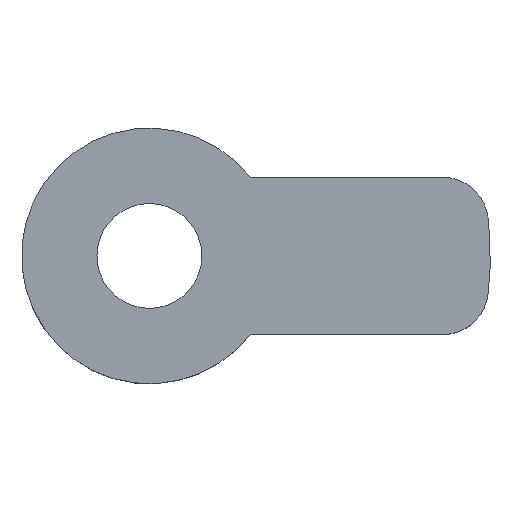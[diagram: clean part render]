
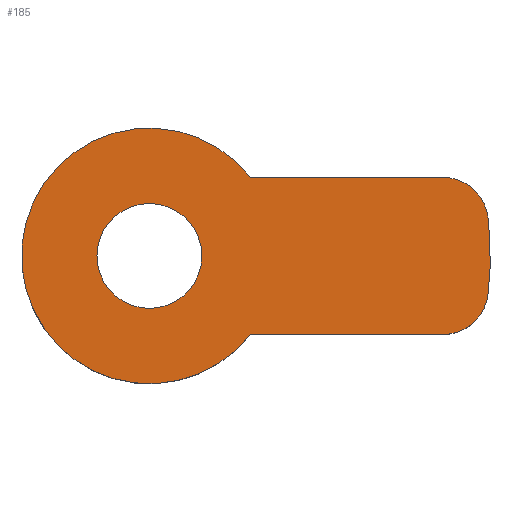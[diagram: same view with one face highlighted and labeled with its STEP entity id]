
A CAD part, top view. The second image highlights one B-rep face of the part: STEP entity #185.
In plain terms, the highlighted planar face has unit normal (0, 0, 1).
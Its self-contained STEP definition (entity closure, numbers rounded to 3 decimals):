
#16=FACE_BOUND('',#40,.T.);
#20=PLANE('',#220);
#29=FACE_OUTER_BOUND('',#39,.T.);
#39=EDGE_LOOP('',(#152,#153,#154,#155,#156,#157));
#40=EDGE_LOOP('',(#158));
#47=LINE('',#303,#59);
#51=LINE('',#315,#63);
#59=VECTOR('',#244,10.);
#63=VECTOR('',#256,10.);
#68=CIRCLE('',#203,10.4);
#70=CIRCLE('',#206,1.4);
#72=CIRCLE('',#210,3.9);
#74=CIRCLE('',#214,1.4);
#76=CIRCLE('',#217,1.6);
#81=VERTEX_POINT('',#287);
#82=VERTEX_POINT('',#288);
#85=VERTEX_POINT('',#296);
#87=VERTEX_POINT('',#302);
#89=VERTEX_POINT('',#308);
#91=VERTEX_POINT('',#314);
#93=VERTEX_POINT('',#323);
#98=EDGE_CURVE('',#81,#82,#68,.T.);
#102=EDGE_CURVE('',#82,#85,#70,.T.);
#105=EDGE_CURVE('',#85,#87,#47,.T.);
#108=EDGE_CURVE('',#87,#89,#72,.T.);
#111=EDGE_CURVE('',#89,#91,#51,.T.);
#114=EDGE_CURVE('',#91,#81,#74,.T.);
#116=EDGE_CURVE('',#93,#93,#76,.T.);
#152=ORIENTED_EDGE('',*,*,#108,.T.);
#153=ORIENTED_EDGE('',*,*,#111,.T.);
#154=ORIENTED_EDGE('',*,*,#114,.T.);
#155=ORIENTED_EDGE('',*,*,#98,.T.);
#156=ORIENTED_EDGE('',*,*,#102,.T.);
#157=ORIENTED_EDGE('',*,*,#105,.T.);
#158=ORIENTED_EDGE('',*,*,#116,.T.);
#185=ADVANCED_FACE('',(#29,#16),#20,.F.);
#203=AXIS2_PLACEMENT_3D('',#289,#229,#230);
#206=AXIS2_PLACEMENT_3D('',#297,#237,#238);
#210=AXIS2_PLACEMENT_3D('',#309,#249,#250);
#214=AXIS2_PLACEMENT_3D('',#320,#261,#262);
#217=AXIS2_PLACEMENT_3D('',#324,#267,#268);
#220=AXIS2_PLACEMENT_3D('',#330,#274,#275);
#229=DIRECTION('center_axis',(0.,0.,1.));
#230=DIRECTION('ref_axis',(0.994,0.111,0.));
#237=DIRECTION('center_axis',(0.,0.,1.));
#238=DIRECTION('ref_axis',(0.,1.,0.));
#244=DIRECTION('',(-1.,0.,0.));
#249=DIRECTION('center_axis',(0.,0.,1.));
#250=DIRECTION('ref_axis',(0.788,-0.615,0.));
#256=DIRECTION('',(1.,0.,0.));
#261=DIRECTION('center_axis',(0.,0.,1.));
#262=DIRECTION('ref_axis',(0.994,-0.111,0.));
#267=DIRECTION('center_axis',(0.,0.,-1.));
#268=DIRECTION('ref_axis',(1.,0.,0.));
#274=DIRECTION('center_axis',(0.,0.,-1.));
#275=DIRECTION('ref_axis',(-1.,0.,0.));
#287=CARTESIAN_POINT('',(10.336,-1.156,2.5));
#288=CARTESIAN_POINT('',(10.336,1.156,2.5));
#289=CARTESIAN_POINT('Origin',(0.,0.,2.5));
#296=CARTESIAN_POINT('',(8.944,2.4,2.5));
#297=CARTESIAN_POINT('Origin',(8.944,1.,2.5));
#302=CARTESIAN_POINT('',(3.074,2.4,2.5));
#303=CARTESIAN_POINT('',(1.537,2.4,2.5));
#308=CARTESIAN_POINT('',(3.074,-2.4,2.5));
#309=CARTESIAN_POINT('Origin',(0.,0.,2.5));
#314=CARTESIAN_POINT('',(8.944,-2.4,2.5));
#315=CARTESIAN_POINT('',(4.472,-2.4,2.5));
#320=CARTESIAN_POINT('Origin',(8.944,-1.,2.5));
#323=CARTESIAN_POINT('',(1.6,0.,2.5));
#324=CARTESIAN_POINT('Origin',(0.,0.,2.5));
#330=CARTESIAN_POINT('Origin',(0.,0.,2.5));
